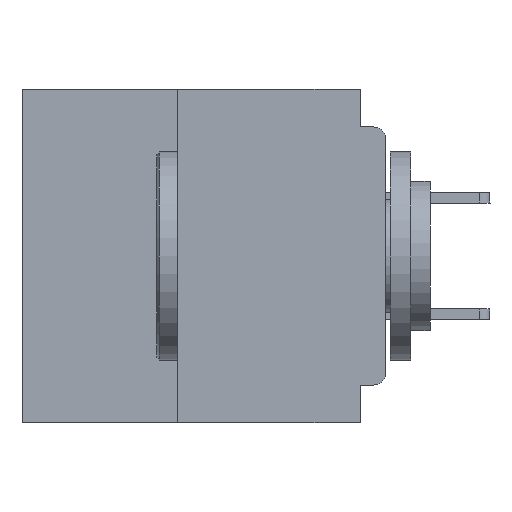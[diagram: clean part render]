
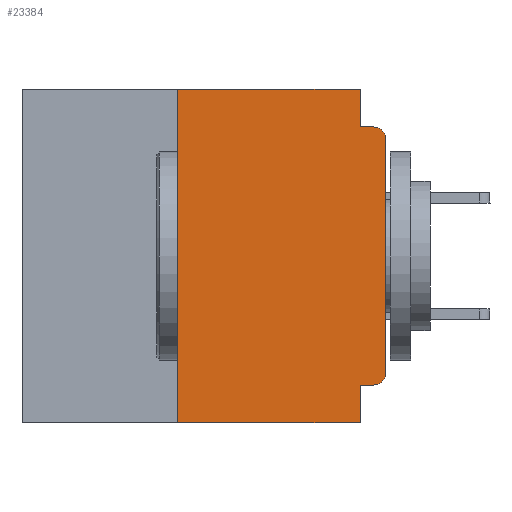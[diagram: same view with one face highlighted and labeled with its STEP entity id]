
A CAD part, left-side view. The second image highlights one B-rep face of the part: STEP entity #23384.
In plain terms, the highlighted planar face has unit normal (-1, 0, 0).
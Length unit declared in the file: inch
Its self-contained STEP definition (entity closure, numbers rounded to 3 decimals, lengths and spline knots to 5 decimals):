
#390 = VERTEX_POINT ( 'NONE', #22430 ) ;
#738 = DIRECTION ( 'NONE',  ( 0., 1., 0. ) ) ;
#1419 = VERTEX_POINT ( 'NONE', #9705 ) ;
#2002 = VERTEX_POINT ( 'NONE', #19824 ) ;
#2202 = VERTEX_POINT ( 'NONE', #2838 ) ;
#2838 = CARTESIAN_POINT ( 'NONE',  ( 0., 0.015, -0.355 ) ) ;
#3151 = VECTOR ( 'NONE', #15669, 39.37008 ) ;
#4167 = LINE ( 'NONE', #50925, #57392 ) ;
#4310 = AXIS2_PLACEMENT_3D ( 'NONE', #9178, #44277, #14321 ) ;
#4885 = CARTESIAN_POINT ( 'NONE',  ( 0., 0., 0. ) ) ;
#5120 = LINE ( 'NONE', #4885, #56811 ) ;
#5556 = VERTEX_POINT ( 'NONE', #30544 ) ;
#5817 = ORIENTED_EDGE ( 'NONE', *, *, #27828, .F. ) ;
#6614 = ORIENTED_EDGE ( 'NONE', *, *, #16543, .T. ) ;
#7523 = FACE_OUTER_BOUND ( 'NONE', #60070, .T. ) ;
#7631 = CARTESIAN_POINT ( 'NONE',  ( 0., 0.031, -0.4 ) ) ;
#8423 = EDGE_CURVE ( 'NONE', #2202, #2002, #4167, .T. ) ;
#9178 = CARTESIAN_POINT ( 'NONE',  ( 0., 0.015, -0.06 ) ) ;
#9705 = CARTESIAN_POINT ( 'NONE',  ( 0., 0.031, -0.045 ) ) ;
#10884 = ORIENTED_EDGE ( 'NONE', *, *, #31145, .T. ) ;
#11650 = EDGE_CURVE ( 'NONE', #52911, #390, #18414, .T. ) ;
#12759 = DIRECTION ( 'NONE',  ( 0., 0., -1. ) ) ;
#12856 = VECTOR ( 'NONE', #12759, 39.37008 ) ;
#13267 = DIRECTION ( 'NONE',  ( 0., 0., -1. ) ) ;
#13655 = VECTOR ( 'NONE', #24093, 39.37008 ) ;
#14321 = DIRECTION ( 'NONE',  ( 0., 0., -1. ) ) ;
#14482 = ORIENTED_EDGE ( 'NONE', *, *, #17889, .F. ) ;
#15077 = CARTESIAN_POINT ( 'NONE',  ( 0., 0.25, -0.4 ) ) ;
#15669 = DIRECTION ( 'NONE',  ( 0., -1., 0. ) ) ;
#16543 = EDGE_CURVE ( 'NONE', #19166, #60833, #5120, .T. ) ;
#17889 = EDGE_CURVE ( 'NONE', #5556, #1419, #59728, .T. ) ;
#18213 = LINE ( 'NONE', #20511, #3151 ) ;
#18414 = LINE ( 'NONE', #53712, #13655 ) ;
#18878 = CIRCLE ( 'NONE', #44815, 0.015 ) ;
#19166 = VERTEX_POINT ( 'NONE', #35852 ) ;
#19824 = CARTESIAN_POINT ( 'NONE',  ( 0., 0.031, -0.355 ) ) ;
#20511 = CARTESIAN_POINT ( 'NONE',  ( 0., 0., -0.045 ) ) ;
#22430 = CARTESIAN_POINT ( 'NONE',  ( 0., 0.25, 0. ) ) ;
#23181 = PLANE ( 'NONE',  #60356 ) ;
#23384 = ADVANCED_FACE ( 'NONE', ( #7523 ), #23181, .F. ) ;
#24093 = DIRECTION ( 'NONE',  ( 0., 0., 1. ) ) ;
#25165 = VECTOR ( 'NONE', #41222, 39.37008 ) ;
#26230 = LINE ( 'NONE', #7631, #12856 ) ;
#26728 = LINE ( 'NONE', #36176, #25165 ) ;
#27828 = EDGE_CURVE ( 'NONE', #2002, #63811, #26230, .T. ) ;
#28186 = CARTESIAN_POINT ( 'NONE',  ( 0., 0.437, 0. ) ) ;
#28748 = CARTESIAN_POINT ( 'NONE',  ( 0., 0.015, -0.34 ) ) ;
#29073 = ORIENTED_EDGE ( 'NONE', *, *, #60432, .F. ) ;
#29114 = ORIENTED_EDGE ( 'NONE', *, *, #46665, .F. ) ;
#29479 = ORIENTED_EDGE ( 'NONE', *, *, #8423, .F. ) ;
#30434 = DIRECTION ( 'NONE',  ( 0., -1., 0. ) ) ;
#30544 = CARTESIAN_POINT ( 'NONE',  ( 0., 0.031, 0. ) ) ;
#30769 = CARTESIAN_POINT ( 'NONE',  ( 0., 0.031, 0. ) ) ;
#31145 = EDGE_CURVE ( 'NONE', #52911, #63811, #34537, .T. ) ;
#33725 = DIRECTION ( 'NONE',  ( 0., 0., -1. ) ) ;
#34537 = LINE ( 'NONE', #60237, #49404 ) ;
#35352 = EDGE_CURVE ( 'NONE', #60833, #40031, #60423, .T. ) ;
#35852 = CARTESIAN_POINT ( 'NONE',  ( 0., 0., -0.34 ) ) ;
#36176 = CARTESIAN_POINT ( 'NONE',  ( 0., 0.437, 0. ) ) ;
#36659 = CARTESIAN_POINT ( 'NONE',  ( 0., 0.015, -0.045 ) ) ;
#37590 = ORIENTED_EDGE ( 'NONE', *, *, #55398, .T. ) ;
#40031 = VERTEX_POINT ( 'NONE', #36659 ) ;
#41222 = DIRECTION ( 'NONE',  ( 0., -1., 0. ) ) ;
#43229 = DIRECTION ( 'NONE',  ( 1., 0., 0. ) ) ;
#44277 = DIRECTION ( 'NONE',  ( -1., 0., 0. ) ) ;
#44815 = AXIS2_PLACEMENT_3D ( 'NONE', #28748, #63544, #33725 ) ;
#45268 = DIRECTION ( 'NONE',  ( 0., 0., 1. ) ) ;
#46404 = ORIENTED_EDGE ( 'NONE', *, *, #11650, .F. ) ;
#46552 = VECTOR ( 'NONE', #60593, 39.37008 ) ;
#46665 = EDGE_CURVE ( 'NONE', #1419, #40031, #18213, .T. ) ;
#49404 = VECTOR ( 'NONE', #30434, 39.37008 ) ;
#49839 = ORIENTED_EDGE ( 'NONE', *, *, #35352, .T. ) ;
#50925 = CARTESIAN_POINT ( 'NONE',  ( 0., 0., -0.355 ) ) ;
#52911 = VERTEX_POINT ( 'NONE', #15077 ) ;
#53712 = CARTESIAN_POINT ( 'NONE',  ( 0., 0.25, -0.4 ) ) ;
#55398 = EDGE_CURVE ( 'NONE', #2202, #19166, #18878, .T. ) ;
#56811 = VECTOR ( 'NONE', #45268, 39.37008 ) ;
#57392 = VECTOR ( 'NONE', #738, 39.37008 ) ;
#58977 = CARTESIAN_POINT ( 'NONE',  ( 0., 0., -0.06 ) ) ;
#59728 = LINE ( 'NONE', #30769, #46552 ) ;
#60070 = EDGE_LOOP ( 'NONE', ( #6614, #49839, #29114, #14482, #29073, #46404, #10884, #5817, #29479, #37590 ) ) ;
#60237 = CARTESIAN_POINT ( 'NONE',  ( 0., 0.437, -0.4 ) ) ;
#60356 = AXIS2_PLACEMENT_3D ( 'NONE', #28186, #43229, #13267 ) ;
#60423 = CIRCLE ( 'NONE', #4310, 0.015 ) ;
#60432 = EDGE_CURVE ( 'NONE', #390, #5556, #26728, .T. ) ;
#60593 = DIRECTION ( 'NONE',  ( 0., 0., -1. ) ) ;
#60833 = VERTEX_POINT ( 'NONE', #58977 ) ;
#61027 = CARTESIAN_POINT ( 'NONE',  ( 0., 0.031, -0.4 ) ) ;
#63544 = DIRECTION ( 'NONE',  ( -1., 0., 0. ) ) ;
#63811 = VERTEX_POINT ( 'NONE', #61027 ) ;
